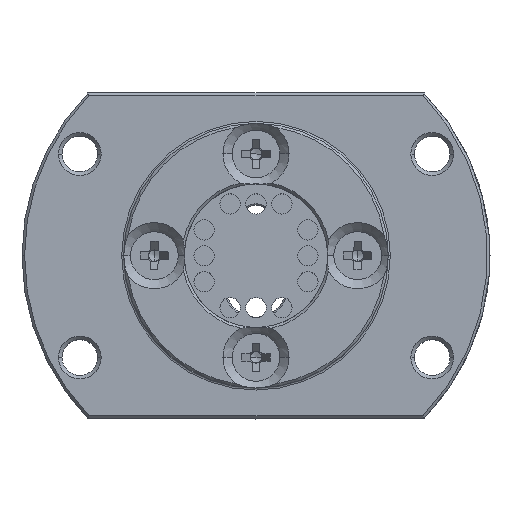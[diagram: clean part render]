
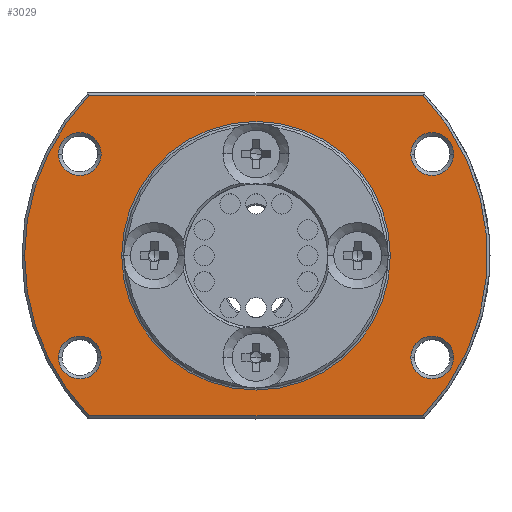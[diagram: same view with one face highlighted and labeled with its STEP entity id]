
A CAD part, top view. The second image highlights one B-rep face of the part: STEP entity #3029.
In plain terms, the highlighted planar face has unit normal (0, 0, 1).
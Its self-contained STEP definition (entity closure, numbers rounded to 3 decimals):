
#127 = CARTESIAN_POINT ( 'NONE',  ( 0., 0., 3. ) ) ;
#149 = CIRCLE ( 'NONE', #9075, 2.1 ) ;
#222 = VERTEX_POINT ( 'NONE', #6697 ) ;
#234 = VERTEX_POINT ( 'NONE', #7742 ) ;
#388 = DIRECTION ( 'NONE',  ( 1., 0., 0. ) ) ;
#396 = EDGE_CURVE ( 'NONE', #11184, #10913, #5233, .T. ) ;
#495 = EDGE_CURVE ( 'NONE', #8601, #10752, #2906, .T. ) ;
#668 = CARTESIAN_POINT ( 'NONE',  ( 0., 0., 3. ) ) ;
#701 = VERTEX_POINT ( 'NONE', #6002 ) ;
#759 = ORIENTED_EDGE ( 'NONE', *, *, #5344, .T. ) ;
#793 = DIRECTION ( 'NONE',  ( 1., 0., 0. ) ) ;
#849 = ORIENTED_EDGE ( 'NONE', *, *, #9959, .F. ) ;
#940 = AXIS2_PLACEMENT_3D ( 'NONE', #9254, #9443, #3889 ) ;
#1156 = DIRECTION ( 'NONE',  ( 1., 0., 0. ) ) ;
#1230 = DIRECTION ( 'NONE',  ( 1., 0., 0. ) ) ;
#1260 = CIRCLE ( 'NONE', #4767, 2.1 ) ;
#1266 = VERTEX_POINT ( 'NONE', #11639 ) ;
#1443 = VECTOR ( 'NONE', #11603, 1000. ) ;
#1452 = DIRECTION ( 'NONE',  ( 0., 0., 1. ) ) ;
#1539 = CARTESIAN_POINT ( 'NONE',  ( 0., 0., 3. ) ) ;
#1588 = DIRECTION ( 'NONE',  ( 0., 0., 1. ) ) ;
#1616 = VERTEX_POINT ( 'NONE', #6827 ) ;
#1763 = EDGE_CURVE ( 'NONE', #3137, #11184, #10190, .T. ) ;
#1808 = CARTESIAN_POINT ( 'NONE',  ( 0., 15.75, 3. ) ) ;
#1841 = EDGE_CURVE ( 'NONE', #10752, #8601, #1260, .T. ) ;
#1966 = EDGE_LOOP ( 'NONE', ( #11786, #7454 ) ) ;
#2004 = DIRECTION ( 'NONE',  ( 0., 0., 1. ) ) ;
#2039 = AXIS2_PLACEMENT_3D ( 'NONE', #11400, #5018, #388 ) ;
#2185 = CARTESIAN_POINT ( 'NONE',  ( 16.416, 15.75, 3. ) ) ;
#2310 = CARTESIAN_POINT ( 'NONE',  ( 13.2, 0., 3. ) ) ;
#2343 = CARTESIAN_POINT ( 'NONE',  ( -13.2, 0., 3. ) ) ;
#2501 = DIRECTION ( 'NONE',  ( 1., 0., 0. ) ) ;
#2616 = EDGE_CURVE ( 'NONE', #10913, #1266, #7951, .T. ) ;
#2736 = EDGE_LOOP ( 'NONE', ( #5971, #8428, #10841, #7733, #11741 ) ) ;
#2800 = CARTESIAN_POINT ( 'NONE',  ( -17.321, 10., 3. ) ) ;
#2884 = CIRCLE ( 'NONE', #3652, 13.2 ) ;
#2906 = CIRCLE ( 'NONE', #9706, 2.1 ) ;
#3029 = ADVANCED_FACE ( 'NONE', ( #9376, #6327, #8463, #11071, #10029, #9126 ), #4694, .T. ) ;
#3084 = ORIENTED_EDGE ( 'NONE', *, *, #495, .F. ) ;
#3085 = EDGE_LOOP ( 'NONE', ( #8873, #849 ) ) ;
#3125 = DIRECTION ( 'NONE',  ( 1., 0., 0. ) ) ;
#3137 = VERTEX_POINT ( 'NONE', #11319 ) ;
#3253 = CIRCLE ( 'NONE', #9859, 2.1 ) ;
#3495 = ORIENTED_EDGE ( 'NONE', *, *, #1841, .F. ) ;
#3652 = AXIS2_PLACEMENT_3D ( 'NONE', #1539, #8736, #3125 ) ;
#3880 = DIRECTION ( 'NONE',  ( -1., 0., 0. ) ) ;
#3889 = DIRECTION ( 'NONE',  ( 1., 0., 0. ) ) ;
#4410 = ORIENTED_EDGE ( 'NONE', *, *, #11138, .T. ) ;
#4468 = CARTESIAN_POINT ( 'NONE',  ( -16.416, -15.75, 3. ) ) ;
#4500 = CIRCLE ( 'NONE', #10714, 2.1 ) ;
#4694 = PLANE ( 'NONE',  #11389 ) ;
#4706 = EDGE_CURVE ( 'NONE', #10312, #3137, #5660, .T. ) ;
#4767 = AXIS2_PLACEMENT_3D ( 'NONE', #9784, #1452, #5172 ) ;
#4823 = VECTOR ( 'NONE', #3880, 1000. ) ;
#4838 = CIRCLE ( 'NONE', #11444, 2.1 ) ;
#4874 = VERTEX_POINT ( 'NONE', #2310 ) ;
#4959 = DIRECTION ( 'NONE',  ( 0., 0., -1. ) ) ;
#5018 = DIRECTION ( 'NONE',  ( 0., 0., 1. ) ) ;
#5172 = DIRECTION ( 'NONE',  ( 1., 0., 0. ) ) ;
#5233 = CIRCLE ( 'NONE', #8146, 22.75 ) ;
#5241 = CARTESIAN_POINT ( 'NONE',  ( -17.321, 10., 3. ) ) ;
#5344 = EDGE_CURVE ( 'NONE', #4874, #8304, #2884, .T. ) ;
#5660 = LINE ( 'NONE', #1808, #4823 ) ;
#5870 = ORIENTED_EDGE ( 'NONE', *, *, #10982, .F. ) ;
#5971 = ORIENTED_EDGE ( 'NONE', *, *, #2616, .T. ) ;
#6002 = CARTESIAN_POINT ( 'NONE',  ( 19.421, 10., 3. ) ) ;
#6327 = FACE_OUTER_BOUND ( 'NONE', #2736, .T. ) ;
#6459 = CARTESIAN_POINT ( 'NONE',  ( 19.421, -10., 3. ) ) ;
#6670 = CARTESIAN_POINT ( 'NONE',  ( 15.221, 10., 3. ) ) ;
#6697 = CARTESIAN_POINT ( 'NONE',  ( -15.221, -10., 3. ) ) ;
#6827 = CARTESIAN_POINT ( 'NONE',  ( -19.421, 10., 3. ) ) ;
#6913 = CARTESIAN_POINT ( 'NONE',  ( 0., -15.75, 3. ) ) ;
#7111 = DIRECTION ( 'NONE',  ( 0., 0., 1. ) ) ;
#7125 = CARTESIAN_POINT ( 'NONE',  ( -17.321, -10., 3. ) ) ;
#7150 = ORIENTED_EDGE ( 'NONE', *, *, #11120, .F. ) ;
#7273 = EDGE_CURVE ( 'NONE', #234, #1616, #4500, .T. ) ;
#7279 = CIRCLE ( 'NONE', #2039, 2.1 ) ;
#7319 = EDGE_LOOP ( 'NONE', ( #759, #4410 ) ) ;
#7385 = DIRECTION ( 'NONE',  ( 0., 0., 1. ) ) ;
#7454 = ORIENTED_EDGE ( 'NONE', *, *, #10016, .F. ) ;
#7603 = VERTEX_POINT ( 'NONE', #6670 ) ;
#7686 = CARTESIAN_POINT ( 'NONE',  ( 0., 0., 3. ) ) ;
#7733 = ORIENTED_EDGE ( 'NONE', *, *, #1763, .T. ) ;
#7742 = CARTESIAN_POINT ( 'NONE',  ( -15.221, 10., 3. ) ) ;
#7750 = CARTESIAN_POINT ( 'NONE',  ( -22.75, 0., 3. ) ) ;
#7951 = LINE ( 'NONE', #6913, #1443 ) ;
#8146 = AXIS2_PLACEMENT_3D ( 'NONE', #668, #7111, #10586 ) ;
#8262 = CIRCLE ( 'NONE', #8659, 2.1 ) ;
#8304 = VERTEX_POINT ( 'NONE', #2343 ) ;
#8364 = CARTESIAN_POINT ( 'NONE',  ( 17.321, 10., 3. ) ) ;
#8428 = ORIENTED_EDGE ( 'NONE', *, *, #11797, .T. ) ;
#8463 = FACE_BOUND ( 'NONE', #10301, .T. ) ;
#8601 = VERTEX_POINT ( 'NONE', #6459 ) ;
#8659 = AXIS2_PLACEMENT_3D ( 'NONE', #5241, #8960, #793 ) ;
#8725 = CARTESIAN_POINT ( 'NONE',  ( -19.421, -10., 3. ) ) ;
#8736 = DIRECTION ( 'NONE',  ( 0., 0., -1. ) ) ;
#8838 = AXIS2_PLACEMENT_3D ( 'NONE', #11805, #10654, #2501 ) ;
#8873 = ORIENTED_EDGE ( 'NONE', *, *, #11522, .F. ) ;
#8960 = DIRECTION ( 'NONE',  ( 0., 0., 1. ) ) ;
#9075 = AXIS2_PLACEMENT_3D ( 'NONE', #8364, #7385, #10169 ) ;
#9126 = FACE_BOUND ( 'NONE', #3085, .T. ) ;
#9254 = CARTESIAN_POINT ( 'NONE',  ( 0., 0., 3. ) ) ;
#9376 = FACE_BOUND ( 'NONE', #7319, .T. ) ;
#9443 = DIRECTION ( 'NONE',  ( 0., 0., 1. ) ) ;
#9519 = CARTESIAN_POINT ( 'NONE',  ( 17.321, 10., 3. ) ) ;
#9706 = AXIS2_PLACEMENT_3D ( 'NONE', #9962, #11976, #11123 ) ;
#9784 = CARTESIAN_POINT ( 'NONE',  ( 17.321, -10., 3. ) ) ;
#9859 = AXIS2_PLACEMENT_3D ( 'NONE', #9519, #12004, #11092 ) ;
#9959 = EDGE_CURVE ( 'NONE', #11257, #222, #7279, .T. ) ;
#9962 = CARTESIAN_POINT ( 'NONE',  ( 17.321, -10., 3. ) ) ;
#10016 = EDGE_CURVE ( 'NONE', #1616, #234, #8262, .T. ) ;
#10029 = FACE_BOUND ( 'NONE', #11589, .T. ) ;
#10141 = CARTESIAN_POINT ( 'NONE',  ( 15.221, -10., 3. ) ) ;
#10149 = DIRECTION ( 'NONE',  ( 1., 0., 0. ) ) ;
#10169 = DIRECTION ( 'NONE',  ( 1., 0., 0. ) ) ;
#10190 = CIRCLE ( 'NONE', #8838, 22.75 ) ;
#10212 = DIRECTION ( 'NONE',  ( 0., 0., 1. ) ) ;
#10301 = EDGE_LOOP ( 'NONE', ( #3084, #3495 ) ) ;
#10312 = VERTEX_POINT ( 'NONE', #2185 ) ;
#10586 = DIRECTION ( 'NONE',  ( 1., 0., 0. ) ) ;
#10654 = DIRECTION ( 'NONE',  ( 0., 0., 1. ) ) ;
#10714 = AXIS2_PLACEMENT_3D ( 'NONE', #2800, #2004, #1156 ) ;
#10752 = VERTEX_POINT ( 'NONE', #10141 ) ;
#10837 = CIRCLE ( 'NONE', #11231, 13.2 ) ;
#10841 = ORIENTED_EDGE ( 'NONE', *, *, #4706, .T. ) ;
#10913 = VERTEX_POINT ( 'NONE', #4468 ) ;
#10982 = EDGE_CURVE ( 'NONE', #7603, #701, #149, .T. ) ;
#11071 = FACE_BOUND ( 'NONE', #1966, .T. ) ;
#11092 = DIRECTION ( 'NONE',  ( 1., 0., 0. ) ) ;
#11120 = EDGE_CURVE ( 'NONE', #701, #7603, #3253, .T. ) ;
#11123 = DIRECTION ( 'NONE',  ( 1., 0., 0. ) ) ;
#11138 = EDGE_CURVE ( 'NONE', #8304, #4874, #10837, .T. ) ;
#11184 = VERTEX_POINT ( 'NONE', #7750 ) ;
#11231 = AXIS2_PLACEMENT_3D ( 'NONE', #7686, #4959, #1230 ) ;
#11237 = CIRCLE ( 'NONE', #940, 22.75 ) ;
#11257 = VERTEX_POINT ( 'NONE', #8725 ) ;
#11319 = CARTESIAN_POINT ( 'NONE',  ( -16.416, 15.75, 3. ) ) ;
#11389 = AXIS2_PLACEMENT_3D ( 'NONE', #127, #10212, #10149 ) ;
#11400 = CARTESIAN_POINT ( 'NONE',  ( -17.321, -10., 3. ) ) ;
#11444 = AXIS2_PLACEMENT_3D ( 'NONE', #7125, #1588, #11873 ) ;
#11522 = EDGE_CURVE ( 'NONE', #222, #11257, #4838, .T. ) ;
#11589 = EDGE_LOOP ( 'NONE', ( #7150, #5870 ) ) ;
#11603 = DIRECTION ( 'NONE',  ( 1., 0., 0. ) ) ;
#11639 = CARTESIAN_POINT ( 'NONE',  ( 16.416, -15.75, 3. ) ) ;
#11741 = ORIENTED_EDGE ( 'NONE', *, *, #396, .T. ) ;
#11786 = ORIENTED_EDGE ( 'NONE', *, *, #7273, .F. ) ;
#11797 = EDGE_CURVE ( 'NONE', #1266, #10312, #11237, .T. ) ;
#11805 = CARTESIAN_POINT ( 'NONE',  ( 0., 0., 3. ) ) ;
#11873 = DIRECTION ( 'NONE',  ( 1., 0., 0. ) ) ;
#11976 = DIRECTION ( 'NONE',  ( 0., 0., 1. ) ) ;
#12004 = DIRECTION ( 'NONE',  ( 0., 0., 1. ) ) ;
